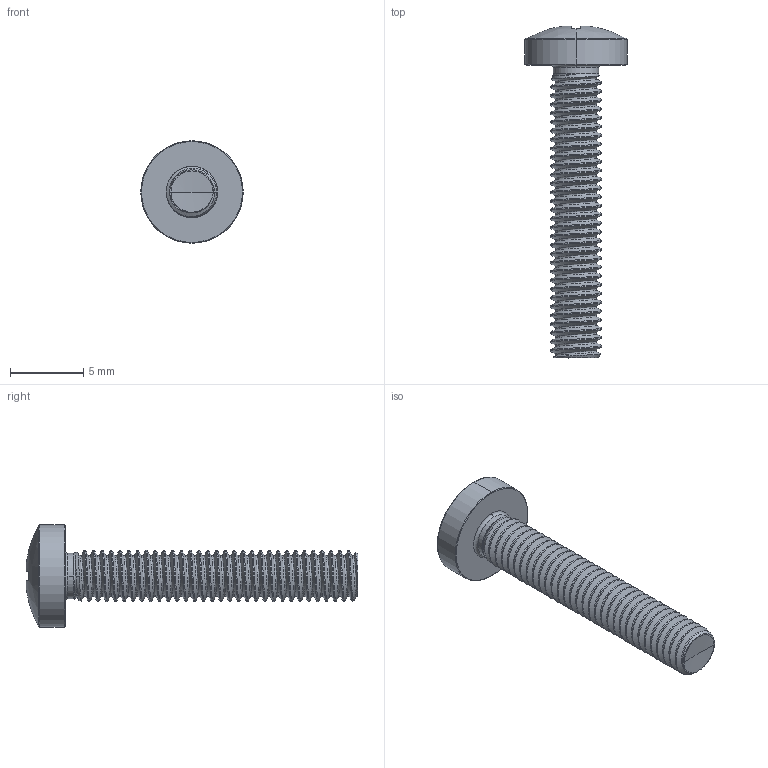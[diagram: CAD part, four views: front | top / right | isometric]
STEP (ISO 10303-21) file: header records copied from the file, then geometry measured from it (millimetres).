
FILE_DESCRIPTION (( 'STEP AP203' ), '1' );
FILE_NAME ('STM320350200.STEP', '2020-12-24T15:25:08', ( '' ), ( '' ), 'SwSTEP 2.0', 'SolidWorks 2015', '' );
FILE_SCHEMA (( 'CONFIG_CONTROL_DESIGN' ));
Length unit declared in the file: millimetre
Products named in the file (2): STM320350200
Bounding box: 7 x 22.66 x 7 mm (x, y, z)
Volume: 234.1 mm3; surface area: 455.3 mm2
Topology: 1 solids, 1 shells, 225 faces, 549 edges, 325 vertices
Faces by surface type: cylinder 87, bspline 46, torus 33, sphere 28, plane 22, cone 9
Entity records: 31623 total; most frequent: CARTESIAN_POINT 26861, ORIENTED_EDGE 1094, DIRECTION 870, EDGE_CURVE 547, AXIS2_PLACEMENT_3D 378, VERTEX_POINT 325, EDGE_LOOP 226, ADVANCED_FACE 225
